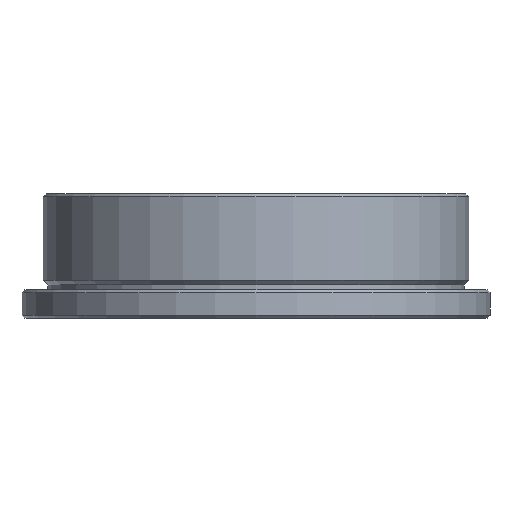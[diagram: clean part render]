
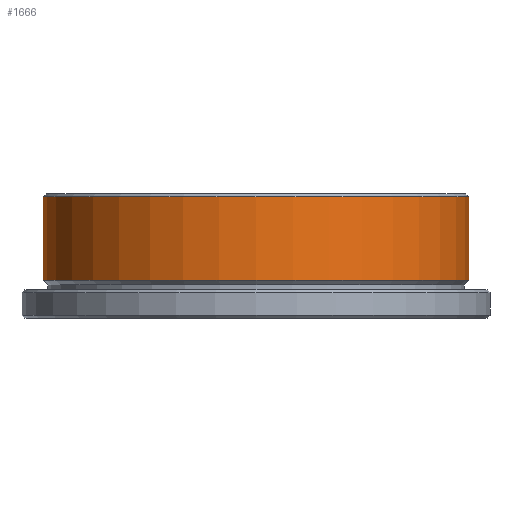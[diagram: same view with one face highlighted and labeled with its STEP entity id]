
A CAD part, left-side view. The second image highlights one B-rep face of the part: STEP entity #1666.
In plain terms, the highlighted cylindrical face has radius 6 mm (diameter 12 mm), a partial arc.
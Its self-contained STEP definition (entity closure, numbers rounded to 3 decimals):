
#241 = LINE ( 'NONE', #1425, #1749 ) ;
#285 = CARTESIAN_POINT ( 'NONE',  ( 0., -6., 1.669 ) ) ;
#309 = DIRECTION ( 'NONE',  ( 0., 0., -1. ) ) ;
#519 = CARTESIAN_POINT ( 'NONE',  ( 0., 6., 1.669 ) ) ;
#597 = CYLINDRICAL_SURFACE ( 'NONE', #1138, 6. ) ;
#623 = EDGE_CURVE ( 'NONE', #1263, #1780, #241, .T. ) ;
#669 = AXIS2_PLACEMENT_3D ( 'NONE', #2368, #309, #1696 ) ;
#772 = CARTESIAN_POINT ( 'NONE',  ( 0., -6., -0.685 ) ) ;
#1041 = EDGE_LOOP ( 'NONE', ( #2599, #2883, #2333, #1149 ) ) ;
#1138 = AXIS2_PLACEMENT_3D ( 'NONE', #2197, #1309, #1747 ) ;
#1149 = ORIENTED_EDGE ( 'NONE', *, *, #1474, .T. ) ;
#1256 = DIRECTION ( 'NONE',  ( 0., 0., 1. ) ) ;
#1263 = VERTEX_POINT ( 'NONE', #2258 ) ;
#1309 = DIRECTION ( 'NONE',  ( 0., 0., 1. ) ) ;
#1344 = EDGE_CURVE ( 'NONE', #1263, #2878, #2792, .T. ) ;
#1425 = CARTESIAN_POINT ( 'NONE',  ( 0., 6., 0. ) ) ;
#1453 = DIRECTION ( 'NONE',  ( 0., 0., 1. ) ) ;
#1474 = EDGE_CURVE ( 'NONE', #2742, #1780, #1776, .T. ) ;
#1616 = EDGE_CURVE ( 'NONE', #2878, #2742, #1845, .T. ) ;
#1630 = CARTESIAN_POINT ( 'NONE',  ( 0., 0., -0.685 ) ) ;
#1666 = ADVANCED_FACE ( 'NONE', ( #1740 ), #597, .T. ) ;
#1696 = DIRECTION ( 'NONE',  ( 0., 1., 0. ) ) ;
#1740 = FACE_OUTER_BOUND ( 'NONE', #1041, .T. ) ;
#1747 = DIRECTION ( 'NONE',  ( 0., -1., 0. ) ) ;
#1749 = VECTOR ( 'NONE', #1453, 1000. ) ;
#1776 = CIRCLE ( 'NONE', #669, 6. ) ;
#1780 = VERTEX_POINT ( 'NONE', #519 ) ;
#1800 = AXIS2_PLACEMENT_3D ( 'NONE', #1630, #2318, #1849 ) ;
#1845 = LINE ( 'NONE', #1966, #2754 ) ;
#1849 = DIRECTION ( 'NONE',  ( 0., -1., 0. ) ) ;
#1966 = CARTESIAN_POINT ( 'NONE',  ( 0., -6., 0. ) ) ;
#2197 = CARTESIAN_POINT ( 'NONE',  ( 0., 0., 0. ) ) ;
#2258 = CARTESIAN_POINT ( 'NONE',  ( 0., 6., -0.685 ) ) ;
#2318 = DIRECTION ( 'NONE',  ( 0., 0., 1. ) ) ;
#2333 = ORIENTED_EDGE ( 'NONE', *, *, #1616, .T. ) ;
#2368 = CARTESIAN_POINT ( 'NONE',  ( 0., 0., 1.669 ) ) ;
#2599 = ORIENTED_EDGE ( 'NONE', *, *, #623, .F. ) ;
#2742 = VERTEX_POINT ( 'NONE', #285 ) ;
#2754 = VECTOR ( 'NONE', #1256, 1000. ) ;
#2792 = CIRCLE ( 'NONE', #1800, 6. ) ;
#2878 = VERTEX_POINT ( 'NONE', #772 ) ;
#2883 = ORIENTED_EDGE ( 'NONE', *, *, #1344, .T. ) ;
